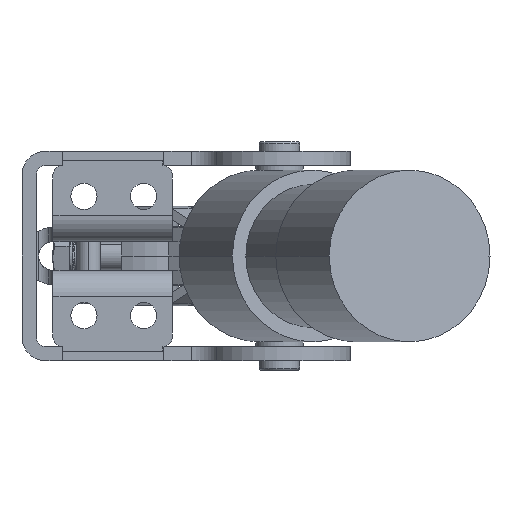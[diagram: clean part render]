
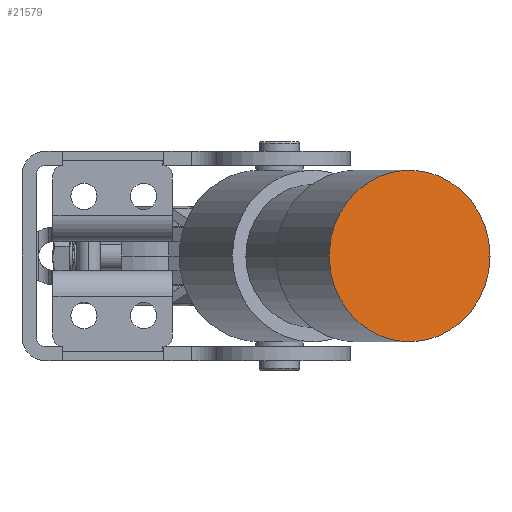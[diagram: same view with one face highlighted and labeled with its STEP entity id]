
A CAD part, front view. The second image highlights one B-rep face of the part: STEP entity #21579.
In plain terms, the highlighted face is planar.
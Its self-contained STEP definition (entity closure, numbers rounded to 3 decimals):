
#19866=CARTESIAN_POINT('',(58.166,-24.747,0.));
#19867=VERTEX_POINT('',#19866);
#19874=CARTESIAN_POINT('',(58.166,11.253,0.0));
#19875=VERTEX_POINT('',#19874);
#19876=CARTESIAN_POINT('',(58.166,-6.747,0.0));
#19877=DIRECTION('',(1.0,0.0,0.0));
#19878=DIRECTION('',(0.0,1.0,0.0));
#19879=AXIS2_PLACEMENT_3D('',#19876,#19877,#19878);
#19880=CIRCLE('',#19879,18.0);
#19881=EDGE_CURVE('',#19875,#19867,#19880,.T.);
#21558=CARTESIAN_POINT('',(58.166,-6.747,0.0));
#21559=DIRECTION('',(1.0,0.0,0.0));
#21560=DIRECTION('',(0.0,1.0,0.0));
#21561=AXIS2_PLACEMENT_3D('',#21558,#21559,#21560);
#21562=CIRCLE('',#21561,18.0);
#21563=EDGE_CURVE('',#19867,#19875,#21562,.T.);
#21570=CARTESIAN_POINT('',(58.166,2.253,0.0));
#21571=DIRECTION('',(1.0,0.0,0.0));
#21572=DIRECTION('',(0.0,0.0,-1.0));
#21573=AXIS2_PLACEMENT_3D('',#21570,#21571,#21572);
#21574=PLANE('',#21573);
#21575=ORIENTED_EDGE('',*,*,#19881,.T.);
#21576=ORIENTED_EDGE('',*,*,#21563,.T.);
#21577=EDGE_LOOP('',(#21575,#21576));
#21578=FACE_OUTER_BOUND('',#21577,.T.);
#21579=ADVANCED_FACE('',(#21578),#21574,.T.);
